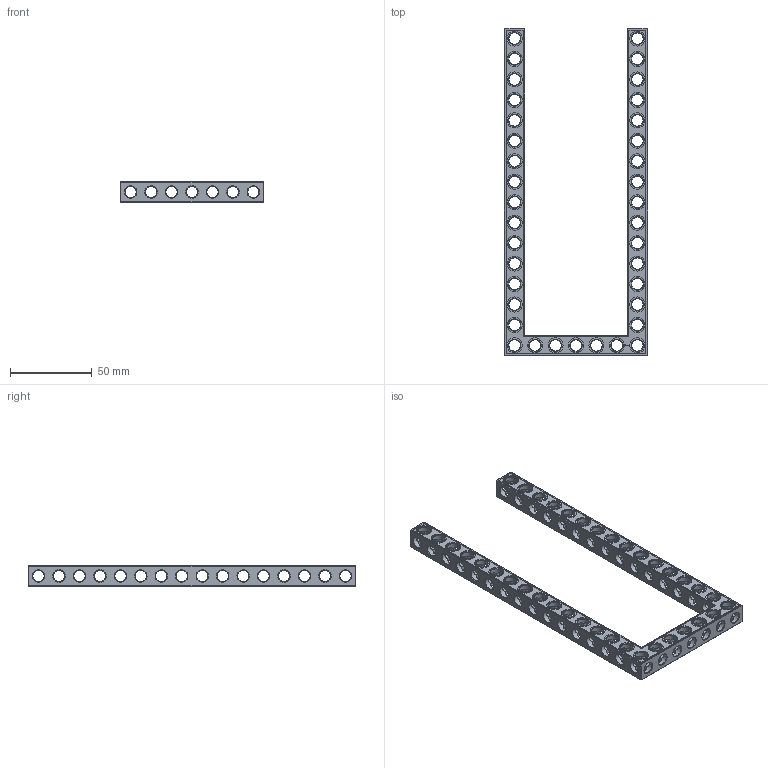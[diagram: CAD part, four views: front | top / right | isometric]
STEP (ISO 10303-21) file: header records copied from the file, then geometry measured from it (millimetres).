
FILE_DESCRIPTION(('FreeCAD Model'),'2;1');
FILE_NAME('Open CASCADE Shape Model','2022-02-23T21:04:45',( 'Paulo Kiefe'),('STEMFIE.org'),'Open CASCADE STEP processor 7.5', 'FreeCAD','Unknown');
FILE_SCHEMA(('AUTOMOTIVE_DESIGN { 1 0 10303 214 1 1 1 1 }'));
Products named in the file (1): Beam AGD ESS USH SYM BU07x16x01 - SPN-BEM-0391 (stemfie.org)
Bounding box: 87.5 x 200 x 12.5 mm (x, y, z)
Volume: 36161.9 mm3; surface area: 32288.5 mm2
Topology: 1 solids, 1 shells, 960 faces, 2912 edges, 1876 vertices
Faces by surface type: plane 413, cylinder 223, extrusion 174, cone 150
Full cylindrical faces by diameter (mm): 6.98 x34, 7 x152, 9.2 x37
Entity records: 227607 total; most frequent: CARTESIAN_POINT 173578, DIRECTION 8608, ORIENTED_EDGE 5824, PCURVE 5824, DEFINITIONAL_REPRESENTATION 5824, VECTOR 5483, LINE 5309, EDGE_CURVE 2912
